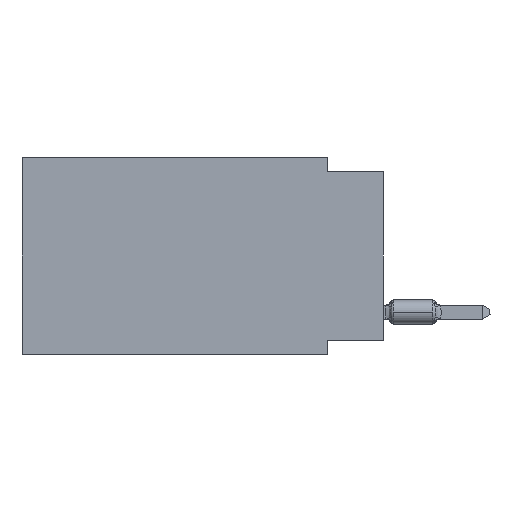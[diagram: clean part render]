
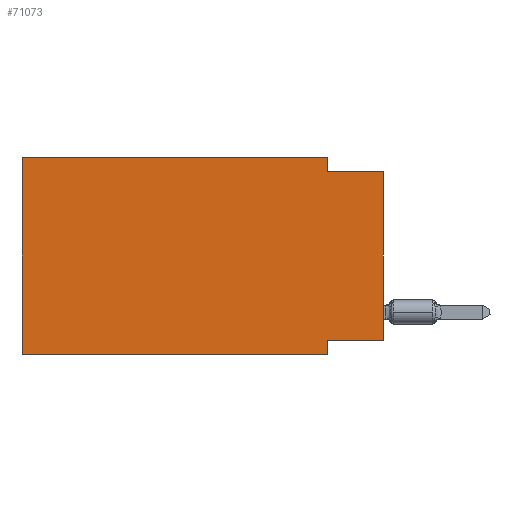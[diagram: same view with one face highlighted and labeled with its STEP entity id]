
A CAD part, left-side view. The second image highlights one B-rep face of the part: STEP entity #71073.
In plain terms, the highlighted planar face has unit normal (-1, 0, 0).
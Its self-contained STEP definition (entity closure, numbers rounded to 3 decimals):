
#7 = ORIENTED_EDGE ( 'NONE', *, *, #1064, .F. ) ;
#81 = VERTEX_POINT ( 'NONE', #51040 ) ;
#393 = VERTEX_POINT ( 'NONE', #31100 ) ;
#1064 = EDGE_CURVE ( 'NONE', #42278, #393, #28018, .T. ) ;
#3284 = ORIENTED_EDGE ( 'NONE', *, *, #79825, .F. ) ;
#4138 = EDGE_CURVE ( 'NONE', #26167, #14121, #39554, .T. ) ;
#4415 = VERTEX_POINT ( 'NONE', #12196 ) ;
#6319 = LINE ( 'NONE', #11169, #30535 ) ;
#6850 = DIRECTION ( 'NONE',  ( 0., 0., 1. ) ) ;
#8674 = CARTESIAN_POINT ( 'NONE',  ( 0., 16.383, 0. ) ) ;
#9130 = DIRECTION ( 'NONE',  ( 0., 0., -1. ) ) ;
#9915 = CARTESIAN_POINT ( 'NONE',  ( 0., 16.383, 0. ) ) ;
#11169 = CARTESIAN_POINT ( 'NONE',  ( 0., 16.383, -8.89 ) ) ;
#11780 = DIRECTION ( 'NONE',  ( 0., -1., 0. ) ) ;
#12196 = CARTESIAN_POINT ( 'NONE',  ( 0., 2.54, 0. ) ) ;
#12981 = VERTEX_POINT ( 'NONE', #68566 ) ;
#14121 = VERTEX_POINT ( 'NONE', #22113 ) ;
#14981 = CARTESIAN_POINT ( 'NONE',  ( 0., 2.54, -0.635 ) ) ;
#15531 = ORIENTED_EDGE ( 'NONE', *, *, #4138, .T. ) ;
#15627 = VECTOR ( 'NONE', #67904, 1000. ) ;
#16625 = DIRECTION ( 'NONE',  ( 0., 0., -1. ) ) ;
#17373 = VECTOR ( 'NONE', #9130, 1000. ) ;
#17542 = ORIENTED_EDGE ( 'NONE', *, *, #59555, .F. ) ;
#22093 = PLANE ( 'NONE',  #76268 ) ;
#22113 = CARTESIAN_POINT ( 'NONE',  ( 0., 0., -0.635 ) ) ;
#22134 = CARTESIAN_POINT ( 'NONE',  ( 0., 2.54, -8.89 ) ) ;
#23323 = DIRECTION ( 'NONE',  ( 0., -1., 0. ) ) ;
#26140 = CARTESIAN_POINT ( 'NONE',  ( 0., 0., 0. ) ) ;
#26167 = VERTEX_POINT ( 'NONE', #38226 ) ;
#26253 = ORIENTED_EDGE ( 'NONE', *, *, #34615, .F. ) ;
#27326 = CARTESIAN_POINT ( 'NONE',  ( 0., 0., -8.255 ) ) ;
#28018 = LINE ( 'NONE', #22134, #17373 ) ;
#30535 = VECTOR ( 'NONE', #79708, 1000. ) ;
#31086 = CARTESIAN_POINT ( 'NONE',  ( 0., 0., -0.635 ) ) ;
#31100 = CARTESIAN_POINT ( 'NONE',  ( 0., 2.54, -8.89 ) ) ;
#31510 = LINE ( 'NONE', #31086, #45648 ) ;
#34270 = DIRECTION ( 'NONE',  ( 0., 0., 1. ) ) ;
#34615 = EDGE_CURVE ( 'NONE', #26167, #42278, #71831, .T. ) ;
#38226 = CARTESIAN_POINT ( 'NONE',  ( 0., 0., -8.255 ) ) ;
#39339 = LINE ( 'NONE', #8674, #65362 ) ;
#39554 = LINE ( 'NONE', #26140, #57712 ) ;
#41875 = ORIENTED_EDGE ( 'NONE', *, *, #58059, .F. ) ;
#41976 = CARTESIAN_POINT ( 'NONE',  ( 0., 2.54, -8.255 ) ) ;
#42278 = VERTEX_POINT ( 'NONE', #41976 ) ;
#42308 = CARTESIAN_POINT ( 'NONE',  ( 0., 2.54, 0. ) ) ;
#43504 = ORIENTED_EDGE ( 'NONE', *, *, #60786, .T. ) ;
#45648 = VECTOR ( 'NONE', #11780, 1000. ) ;
#47883 = EDGE_LOOP ( 'NONE', ( #15531, #65204, #41875, #3284, #17542, #43504, #7, #26253 ) ) ;
#48115 = CARTESIAN_POINT ( 'NONE',  ( 0., 16.383, 0. ) ) ;
#51040 = CARTESIAN_POINT ( 'NONE',  ( 0., 16.383, 0. ) ) ;
#53584 = FACE_OUTER_BOUND ( 'NONE', #47883, .T. ) ;
#57712 = VECTOR ( 'NONE', #6850, 1000. ) ;
#58059 = EDGE_CURVE ( 'NONE', #4415, #63209, #80499, .T. ) ;
#58158 = VECTOR ( 'NONE', #79362, 1000. ) ;
#59555 = EDGE_CURVE ( 'NONE', #12981, #81, #39339, .T. ) ;
#60331 = VECTOR ( 'NONE', #23323, 1000. ) ;
#60786 = EDGE_CURVE ( 'NONE', #12981, #393, #6319, .T. ) ;
#61542 = LINE ( 'NONE', #9915, #60331 ) ;
#63209 = VERTEX_POINT ( 'NONE', #14981 ) ;
#65204 = ORIENTED_EDGE ( 'NONE', *, *, #74606, .F. ) ;
#65362 = VECTOR ( 'NONE', #34270, 1000. ) ;
#67904 = DIRECTION ( 'NONE',  ( 0., 0., -1. ) ) ;
#68566 = CARTESIAN_POINT ( 'NONE',  ( 0., 16.383, -8.89 ) ) ;
#71073 = ADVANCED_FACE ( 'NONE', ( #53584 ), #22093, .F. ) ;
#71831 = LINE ( 'NONE', #27326, #58158 ) ;
#74606 = EDGE_CURVE ( 'NONE', #63209, #14121, #31510, .T. ) ;
#76268 = AXIS2_PLACEMENT_3D ( 'NONE', #48115, #79184, #16625 ) ;
#79184 = DIRECTION ( 'NONE',  ( 1., 0., 0. ) ) ;
#79362 = DIRECTION ( 'NONE',  ( 0., 1., 0. ) ) ;
#79708 = DIRECTION ( 'NONE',  ( 0., -1., 0. ) ) ;
#79825 = EDGE_CURVE ( 'NONE', #81, #4415, #61542, .T. ) ;
#80499 = LINE ( 'NONE', #42308, #15627 ) ;
